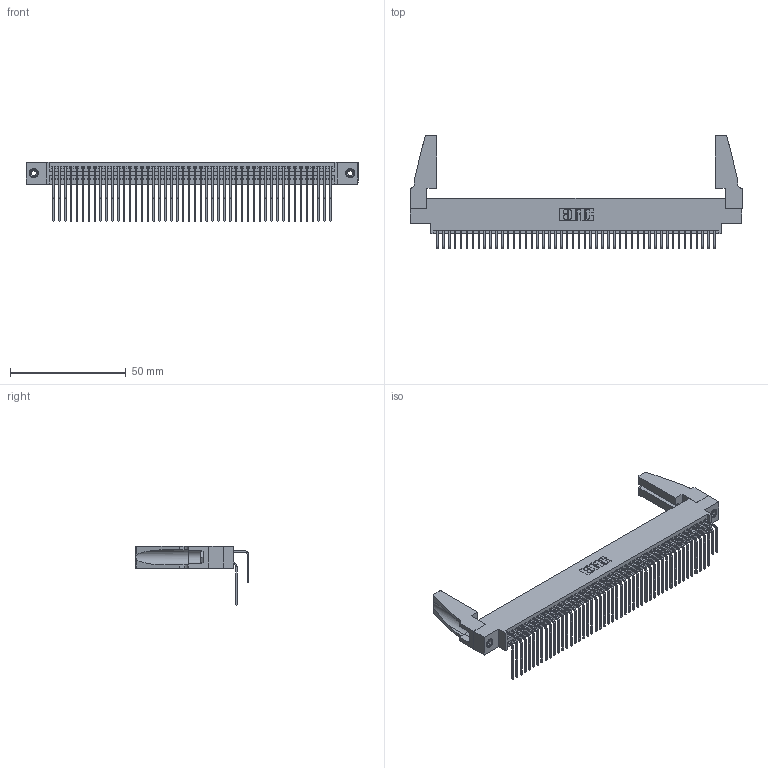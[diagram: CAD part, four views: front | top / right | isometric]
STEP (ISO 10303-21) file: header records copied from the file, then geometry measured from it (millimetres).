
FILE_DESCRIPTION (( 'STEP AP203' ), '1' );
FILE_NAME ('345-096-558-888.STEP', '2019-11-02T09:20:40', ( '' ), ( '' ), 'SwSTEP 2.0', 'SolidWorks 2016', '' );
FILE_SCHEMA (( 'CONFIG_CONTROL_DESIGN' ));
Length unit declared in the file: inch
Products named in the file (6): 345-292-001_558 559 Tail - 1; 345 Part_0.170 Offset - 0.156 Dia-TH; 345-220-078_345-220-088; 345-250-001_345-250-001-102; 345-292-001_558 Tail - 2; 345-096-558-888
Assembly tree (101 placements, depth 2):
  345-096-558-888
    345 Part_0.170 Offset - 0.156 Dia-TH
    345-292-001_558 559 Tail - 1  x48
    345-292-001_558 Tail - 2  x48
    345-250-001_345-250-001-102  x2
    345-220-078_345-220-088  x2
Bounding box: 143.15 x 49.01 x 25.53 mm (x, y, z)
Volume: 17654.7 mm3; surface area: 27274.9 mm2
Topology: 101 solids, 101 shells, 5246 faces, 15547 edges, 10226 vertices
Faces by surface type: plane 3516, cylinder 1714, cone 12, torus 4
Entity records: 40786 total; most frequent: CARTESIAN_POINT 6873, ORIENTED_EDGE 6716, DIRECTION 6030, EDGE_CURVE 3358, VECTOR 2952, LINE 2952, VERTEX_POINT 2230, AXIS2_PLACEMENT_3D 1539
